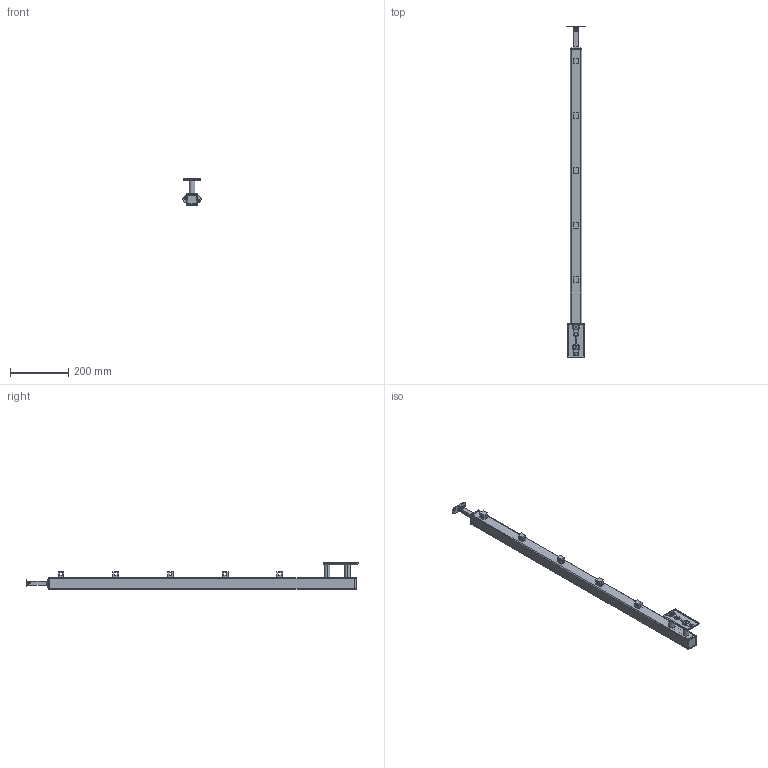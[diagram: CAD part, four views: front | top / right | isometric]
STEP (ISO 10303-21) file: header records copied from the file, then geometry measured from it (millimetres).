
FILE_DESCRIPTION (( 'STEP AP203' ), '1' );
FILE_NAME ('AJP-BR100-5JP10.STEP', '2020-10-19T06:55:16', ( '' ), ( '' ), 'SwSTEP 2.0', 'SolidWorks 2019', '' );
FILE_SCHEMA (( 'CONFIG_CONTROL_DESIGN' ));
Length unit declared in the file: millimetre
Products named in the file (27): SCREW_DIN913_M5x5_A2.STEP.STEP; A_4810-000.P1.STEP.STEP; A-4718-000_skupina.STEP_skupina; A6-005-4-ECO P1_0_V_choz_.STEP; A_4810-000_skupina-2.STEP_skupina; A_4810-000_skupina-4.STEP_skupina; A_4810-000.STEP_skupina-2.STEP_skupina; A_4810-000.STEP_skupina.STEP_skupina; A6-005-4-ECO P3_0_V_choz_.STEP; AJP-BR100-5xM5-TUBE_V_choz_.STEP; A-4732-040_V_choz_.STEP; A6-005-4-ECO P2_0_V_choz_.STEP; A_4810-000_skupina.STEP_skupina; M6x10.STEP; A_4810-000.P2.STEP.STEP; A_4810-000.STEP_skupina-4.STEP_skupina; A_4810-000_skupina-1.STEP_skupina; AJP-BR100-5JP10.STEP_skupina; A_4718_000_UP P1.STEP; A_4810-000_skupina-3.STEP_skupina; A6-005-4-ECO_V_choz_.STEP_skupina; SCREW_DIN914_M5x5_A2.STEP.STEP; A_4810-000.STEP_skupina-3.STEP_skupina; AJP-BR100-5JP10; screw_din_7991-m8x70-8_8 P4_0_V_choz_.STEP; A_4718_000_UP P2.STEP; A_4810-000.STEP_skupina-1.STEP_skupina
Assembly tree (44 placements, depth 5):
  AJP-BR100-5JP10
    AJP-BR100-5JP10.STEP_skupina
      A-4718-000_skupina.STEP_skupina
        M6x10.STEP
        A_4718_000_UP P2.STEP
        A_4718_000_UP P1.STEP
      A6-005-4-ECO_V_choz_.STEP_skupina
        A6-005-4-ECO P2_0_V_choz_.STEP
        screw_din_7991-m8x70-8_8 P4_0_V_choz_.STEP  x2
        A6-005-4-ECO P3_0_V_choz_.STEP  x2
        A6-005-4-ECO P1_0_V_choz_.STEP
      A_4810-000_skupina.STEP_skupina
        A_4810-000.STEP_skupina.STEP_skupina
          A_4810-000.P1.STEP.STEP
          A_4810-000.P2.STEP.STEP
          SCREW_DIN914_M5x5_A2.STEP.STEP
          SCREW_DIN913_M5x5_A2.STEP.STEP
      A_4810-000_skupina-1.STEP_skupina
        A_4810-000.STEP_skupina-1.STEP_skupina
          A_4810-000.P1.STEP.STEP
          A_4810-000.P2.STEP.STEP
          SCREW_DIN914_M5x5_A2.STEP.STEP
          SCREW_DIN913_M5x5_A2.STEP.STEP
      A_4810-000_skupina-2.STEP_skupina
        A_4810-000.STEP_skupina-2.STEP_skupina
          A_4810-000.P1.STEP.STEP
          A_4810-000.P2.STEP.STEP
          SCREW_DIN914_M5x5_A2.STEP.STEP
          SCREW_DIN913_M5x5_A2.STEP.STEP
      A_4810-000_skupina-3.STEP_skupina
        A_4810-000.STEP_skupina-3.STEP_skupina
          A_4810-000.P1.STEP.STEP
          A_4810-000.P2.STEP.STEP
          SCREW_DIN914_M5x5_A2.STEP.STEP
          SCREW_DIN913_M5x5_A2.STEP.STEP
      A_4810-000_skupina-4.STEP_skupina
        A_4810-000.STEP_skupina-4.STEP_skupina
          A_4810-000.P1.STEP.STEP
          A_4810-000.P2.STEP.STEP
          SCREW_DIN914_M5x5_A2.STEP.STEP
          SCREW_DIN913_M5x5_A2.STEP.STEP
      AJP-BR100-5xM5-TUBE_V_choz_.STEP
      A-4732-040_V_choz_.STEP
Bounding box: 63 x 1140.9 x 90.5 mm (x, y, z)
Volume: 439437.6 mm3; surface area: 393495 mm2
Topology: 31 solids, 31 shells, 808 faces, 1928 edges, 1166 vertices
Faces by surface type: plane 377, cylinder 271, cone 117, torus 27, sphere 16
Entity records: 17735 total; most frequent: CARTESIAN_POINT 2927, DIRECTION 2612, ORIENTED_EDGE 2258, EDGE_CURVE 1129, AXIS2_PLACEMENT_3D 987, VERTEX_POINT 702, VECTOR 638, LINE 638
